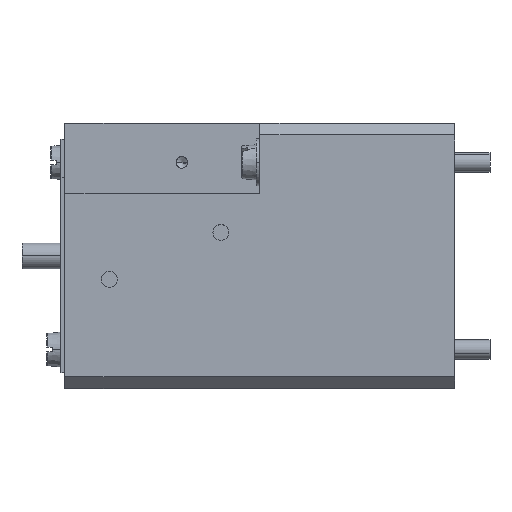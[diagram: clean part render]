
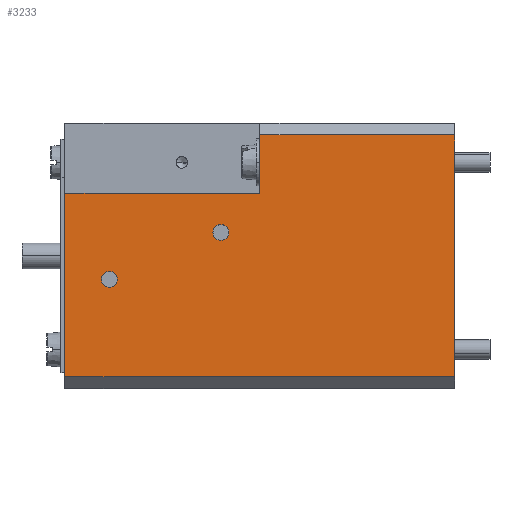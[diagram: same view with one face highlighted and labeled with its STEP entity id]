
A CAD part, top view. The second image highlights one B-rep face of the part: STEP entity #3233.
In plain terms, the highlighted face is planar.
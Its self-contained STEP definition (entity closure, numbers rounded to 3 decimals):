
#88 = CARTESIAN_POINT ( 'NONE',  ( -44.292, 3., 0. ) ) ;
#132 = DIRECTION ( 'NONE',  ( 0., 1., 0. ) ) ;
#166 = ORIENTED_EDGE ( 'NONE', *, *, #1533, .F. ) ;
#252 = CARTESIAN_POINT ( 'NONE',  ( 0., 0., 0. ) ) ;
#372 = VERTEX_POINT ( 'NONE', #4508 ) ;
#435 = ORIENTED_EDGE ( 'NONE', *, *, #578, .T. ) ;
#467 = DIRECTION ( 'NONE',  ( 1., 0., 0. ) ) ;
#489 = DIRECTION ( 'NONE',  ( 1., 0., 0. ) ) ;
#512 = ORIENTED_EDGE ( 'NONE', *, *, #1797, .T. ) ;
#517 = CARTESIAN_POINT ( 'NONE',  ( -50., 15.5, 0. ) ) ;
#552 = VECTOR ( 'NONE', #4335, 1000. ) ;
#578 = EDGE_CURVE ( 'NONE', #3214, #747, #4656, .T. ) ;
#630 = DIRECTION ( 'NONE',  ( 0., 0., 1. ) ) ;
#734 = ORIENTED_EDGE ( 'NONE', *, *, #3461, .T. ) ;
#747 = VERTEX_POINT ( 'NONE', #878 ) ;
#764 = VECTOR ( 'NONE', #4170, 1000. ) ;
#866 = CARTESIAN_POINT ( 'NONE',  ( -30., -3., 0. ) ) ;
#878 = CARTESIAN_POINT ( 'NONE',  ( -31.025, -3., 0. ) ) ;
#891 = CARTESIAN_POINT ( 'NONE',  ( -44.292, 3., 0. ) ) ;
#932 = EDGE_LOOP ( 'NONE', ( #435, #976 ) ) ;
#976 = ORIENTED_EDGE ( 'NONE', *, *, #4442, .T. ) ;
#990 = CARTESIAN_POINT ( 'NONE',  ( -28.975, -3., 0. ) ) ;
#1094 = VERTEX_POINT ( 'NONE', #4175 ) ;
#1185 = FACE_BOUND ( 'NONE', #932, .T. ) ;
#1236 = CIRCLE ( 'NONE', #4721, 1.025 ) ;
#1248 = DIRECTION ( 'NONE',  ( 0., 0., 1. ) ) ;
#1257 = EDGE_CURVE ( 'NONE', #4623, #2648, #1298, .T. ) ;
#1263 = DIRECTION ( 'NONE',  ( 1., 0., 0. ) ) ;
#1275 = AXIS2_PLACEMENT_3D ( 'NONE', #866, #2428, #489 ) ;
#1298 = LINE ( 'NONE', #2405, #3177 ) ;
#1376 = CARTESIAN_POINT ( 'NONE',  ( -25., -15.5, 0. ) ) ;
#1528 = CARTESIAN_POINT ( 'NONE',  ( 0., 17., 0. ) ) ;
#1533 = EDGE_CURVE ( 'NONE', #1094, #3832, #1770, .T. ) ;
#1560 = EDGE_LOOP ( 'NONE', ( #166, #4353, #734, #4148, #3092, #512 ) ) ;
#1770 = LINE ( 'NONE', #1528, #764 ) ;
#1797 = EDGE_CURVE ( 'NONE', #3497, #3832, #3697, .T. ) ;
#1921 = ORIENTED_EDGE ( 'NONE', *, *, #4457, .T. ) ;
#2117 = CIRCLE ( 'NONE', #2520, 1.025 ) ;
#2177 = EDGE_CURVE ( 'NONE', #372, #4276, #1236, .T. ) ;
#2181 = FACE_BOUND ( 'NONE', #4568, .T. ) ;
#2372 = CARTESIAN_POINT ( 'NONE',  ( -25., -17., 0. ) ) ;
#2405 = CARTESIAN_POINT ( 'NONE',  ( -50., -8., 0. ) ) ;
#2428 = DIRECTION ( 'NONE',  ( 0., 0., 1. ) ) ;
#2442 = CARTESIAN_POINT ( 'NONE',  ( 0., 15.5, 0. ) ) ;
#2487 = AXIS2_PLACEMENT_3D ( 'NONE', #252, #630, #3246 ) ;
#2491 = PLANE ( 'NONE',  #2487 ) ;
#2520 = AXIS2_PLACEMENT_3D ( 'NONE', #3499, #1248, #3872 ) ;
#2570 = VECTOR ( 'NONE', #4692, 1000. ) ;
#2648 = VERTEX_POINT ( 'NONE', #3210 ) ;
#2708 = DIRECTION ( 'NONE',  ( 0., 0., 1. ) ) ;
#2756 = LINE ( 'NONE', #3928, #3639 ) ;
#2783 = ORIENTED_EDGE ( 'NONE', *, *, #2177, .T. ) ;
#2890 = VECTOR ( 'NONE', #132, 1000. ) ;
#3014 = AXIS2_PLACEMENT_3D ( 'NONE', #891, #3517, #1263 ) ;
#3062 = FACE_OUTER_BOUND ( 'NONE', #1560, .T. ) ;
#3092 = ORIENTED_EDGE ( 'NONE', *, *, #3623, .F. ) ;
#3166 = DIRECTION ( 'NONE',  ( -1., 0., 0. ) ) ;
#3177 = VECTOR ( 'NONE', #4660, 1000. ) ;
#3210 = CARTESIAN_POINT ( 'NONE',  ( -50., -8., 0. ) ) ;
#3214 = VERTEX_POINT ( 'NONE', #990 ) ;
#3233 = ADVANCED_FACE ( 'NONE', ( #2181, #1185, #3062 ), #2491, .F. ) ;
#3246 = DIRECTION ( 'NONE',  ( 1., 0., 0. ) ) ;
#3461 = EDGE_CURVE ( 'NONE', #4682, #4623, #3758, .T. ) ;
#3497 = VERTEX_POINT ( 'NONE', #517 ) ;
#3499 = CARTESIAN_POINT ( 'NONE',  ( -30., -3., 0. ) ) ;
#3517 = DIRECTION ( 'NONE',  ( 0., 0., 1. ) ) ;
#3566 = CARTESIAN_POINT ( 'NONE',  ( -50., 17., 0. ) ) ;
#3623 = EDGE_CURVE ( 'NONE', #3497, #2648, #4428, .T. ) ;
#3639 = VECTOR ( 'NONE', #3166, 1000. ) ;
#3697 = LINE ( 'NONE', #2442, #2570 ) ;
#3758 = LINE ( 'NONE', #2372, #2890 ) ;
#3832 = VERTEX_POINT ( 'NONE', #4846 ) ;
#3872 = DIRECTION ( 'NONE',  ( 1., 0., 0. ) ) ;
#3928 = CARTESIAN_POINT ( 'NONE',  ( 0., -15.5, 0. ) ) ;
#4000 = CIRCLE ( 'NONE', #3014, 1.025 ) ;
#4148 = ORIENTED_EDGE ( 'NONE', *, *, #1257, .T. ) ;
#4149 = CARTESIAN_POINT ( 'NONE',  ( -45.317, 3., 0. ) ) ;
#4170 = DIRECTION ( 'NONE',  ( 0., 1., 0. ) ) ;
#4175 = CARTESIAN_POINT ( 'NONE',  ( 0., -15.5, 0. ) ) ;
#4276 = VERTEX_POINT ( 'NONE', #4149 ) ;
#4335 = DIRECTION ( 'NONE',  ( 0., -1., 0. ) ) ;
#4353 = ORIENTED_EDGE ( 'NONE', *, *, #4536, .T. ) ;
#4428 = LINE ( 'NONE', #3566, #552 ) ;
#4442 = EDGE_CURVE ( 'NONE', #747, #3214, #2117, .T. ) ;
#4457 = EDGE_CURVE ( 'NONE', #4276, #372, #4000, .T. ) ;
#4508 = CARTESIAN_POINT ( 'NONE',  ( -43.267, 3., 0. ) ) ;
#4536 = EDGE_CURVE ( 'NONE', #1094, #4682, #2756, .T. ) ;
#4568 = EDGE_LOOP ( 'NONE', ( #2783, #1921 ) ) ;
#4623 = VERTEX_POINT ( 'NONE', #4733 ) ;
#4656 = CIRCLE ( 'NONE', #1275, 1.025 ) ;
#4660 = DIRECTION ( 'NONE',  ( -1., 0., 0. ) ) ;
#4682 = VERTEX_POINT ( 'NONE', #1376 ) ;
#4692 = DIRECTION ( 'NONE',  ( 1., 0., 0. ) ) ;
#4721 = AXIS2_PLACEMENT_3D ( 'NONE', #88, #2708, #467 ) ;
#4733 = CARTESIAN_POINT ( 'NONE',  ( -25., -8., 0. ) ) ;
#4846 = CARTESIAN_POINT ( 'NONE',  ( 0., 15.5, 0. ) ) ;
